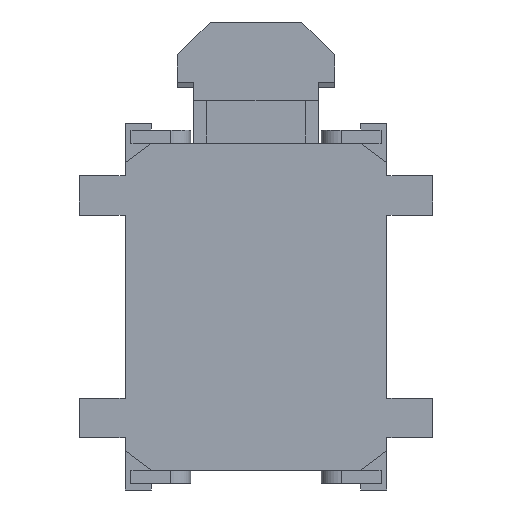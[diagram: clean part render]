
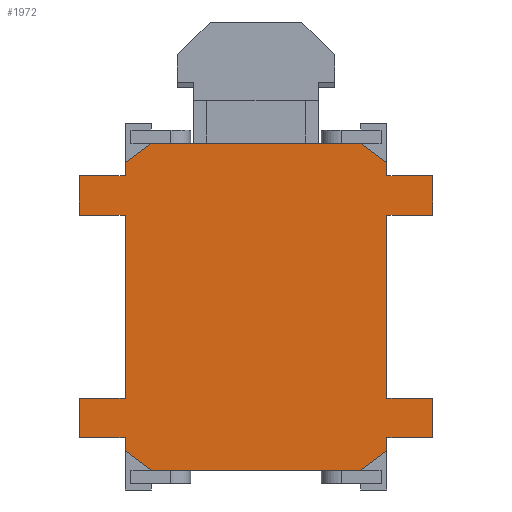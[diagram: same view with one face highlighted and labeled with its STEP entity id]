
A CAD part, front view. The second image highlights one B-rep face of the part: STEP entity #1972.
In plain terms, the highlighted planar face has unit normal (0, -1, 0).
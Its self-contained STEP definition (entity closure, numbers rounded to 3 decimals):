
#21=DIRECTION('',(0.,0.,-1.));
#22=VECTOR('',#21,0.2);
#23=CARTESIAN_POINT('',(-2.,-0.85,-4.8));
#24=LINE('',#23,#22);
#53=DIRECTION('',(0.,0.,-1.));
#54=VECTOR('',#53,0.2);
#55=CARTESIAN_POINT('',(-2.,-0.85,-0.6));
#56=LINE('',#55,#54);
#69=DIRECTION('',(0.,0.,-1.));
#70=VECTOR('',#69,2.8);
#71=CARTESIAN_POINT('',(-2.,-0.85,-1.4));
#72=LINE('',#71,#70);
#125=DIRECTION('',(-1.,0.,0.));
#126=VECTOR('',#125,0.7);
#127=CARTESIAN_POINT('',(2.7,-0.85,-0.8));
#128=LINE('',#127,#126);
#129=DIRECTION('',(0.,0.,1.));
#130=VECTOR('',#129,0.6);
#131=CARTESIAN_POINT('',(2.7,-0.85,-1.4));
#132=LINE('',#131,#130);
#133=DIRECTION('',(1.,0.,0.));
#134=VECTOR('',#133,0.7);
#135=CARTESIAN_POINT('',(2.,-0.85,-1.4));
#136=LINE('',#135,#134);
#137=DIRECTION('',(-1.,0.,0.));
#138=VECTOR('',#137,0.7);
#139=CARTESIAN_POINT('',(2.7,-0.85,-4.2));
#140=LINE('',#139,#138);
#141=DIRECTION('',(0.,0.,1.));
#142=VECTOR('',#141,0.6);
#143=CARTESIAN_POINT('',(2.7,-0.85,-4.8));
#144=LINE('',#143,#142);
#145=DIRECTION('',(1.,0.,0.));
#146=VECTOR('',#145,0.7);
#147=CARTESIAN_POINT('',(2.,-0.85,-4.8));
#148=LINE('',#147,#146);
#149=DIRECTION('',(-0.8,0.,-0.6));
#150=VECTOR('',#149,0.5);
#151=CARTESIAN_POINT('',(2.,-0.85,-5.));
#152=LINE('',#151,#150);
#153=DIRECTION('',(-0.8,0.,0.6));
#154=VECTOR('',#153,0.5);
#155=CARTESIAN_POINT('',(-1.6,-0.85,-5.3));
#156=LINE('',#155,#154);
#157=DIRECTION('',(1.,0.,0.));
#158=VECTOR('',#157,0.7);
#159=CARTESIAN_POINT('',(-2.7,-0.85,-4.8));
#160=LINE('',#159,#158);
#161=DIRECTION('',(0.,0.,-1.));
#162=VECTOR('',#161,0.6);
#163=CARTESIAN_POINT('',(-2.7,-0.85,-4.2));
#164=LINE('',#163,#162);
#165=DIRECTION('',(-1.,0.,0.));
#166=VECTOR('',#165,0.7);
#167=CARTESIAN_POINT('',(-2.,-0.85,-4.2));
#168=LINE('',#167,#166);
#169=DIRECTION('',(1.,0.,0.));
#170=VECTOR('',#169,0.7);
#171=CARTESIAN_POINT('',(-2.7,-0.85,-1.4));
#172=LINE('',#171,#170);
#173=DIRECTION('',(0.,0.,-1.));
#174=VECTOR('',#173,0.6);
#175=CARTESIAN_POINT('',(-2.7,-0.85,-0.8));
#176=LINE('',#175,#174);
#177=DIRECTION('',(-1.,0.,0.));
#178=VECTOR('',#177,0.7);
#179=CARTESIAN_POINT('',(-2.,-0.85,-0.8));
#180=LINE('',#179,#178);
#181=DIRECTION('',(0.8,0.,0.6));
#182=VECTOR('',#181,0.5);
#183=CARTESIAN_POINT('',(-2.,-0.85,-0.6));
#184=LINE('',#183,#182);
#185=DIRECTION('',(1.,0.,0.));
#186=VECTOR('',#185,3.2);
#187=CARTESIAN_POINT('',(-1.6,-0.85,-0.3));
#188=LINE('',#187,#186);
#189=DIRECTION('',(0.8,0.,-0.6));
#190=VECTOR('',#189,0.5);
#191=CARTESIAN_POINT('',(1.6,-0.85,-0.3));
#192=LINE('',#191,#190);
#201=DIRECTION('',(0.,0.,-1.));
#202=VECTOR('',#201,2.8);
#203=CARTESIAN_POINT('',(2.,-0.85,-1.4));
#204=LINE('',#203,#202);
#217=DIRECTION('',(0.,0.,-1.));
#218=VECTOR('',#217,0.2);
#219=CARTESIAN_POINT('',(2.,-0.85,-0.6));
#220=LINE('',#219,#218);
#249=DIRECTION('',(0.,0.,-1.));
#250=VECTOR('',#249,0.2);
#251=CARTESIAN_POINT('',(2.,-0.85,-4.8));
#252=LINE('',#251,#250);
#442=DIRECTION('',(1.,0.,0.));
#443=VECTOR('',#442,3.2);
#444=CARTESIAN_POINT('',(-1.6,-0.85,-5.3));
#445=LINE('',#444,#443);
#1673=CARTESIAN_POINT('',(-2.,-0.85,-0.6));
#1675=VERTEX_POINT('',#1673);
#1677=CARTESIAN_POINT('',(-2.,-0.85,-5.));
#1679=VERTEX_POINT('',#1677);
#1681=CARTESIAN_POINT('',(2.,-0.85,-0.6));
#1683=VERTEX_POINT('',#1681);
#1685=CARTESIAN_POINT('',(2.,-0.85,-5.));
#1687=VERTEX_POINT('',#1685);
#1689=CARTESIAN_POINT('',(1.6,-0.85,-0.3));
#1691=VERTEX_POINT('',#1689);
#1693=CARTESIAN_POINT('',(-1.6,-0.85,-0.3));
#1695=VERTEX_POINT('',#1693);
#1697=CARTESIAN_POINT('',(-1.6,-0.85,-5.3));
#1698=VERTEX_POINT('',#1697);
#1699=CARTESIAN_POINT('',(1.6,-0.85,-5.3));
#1700=VERTEX_POINT('',#1699);
#1729=CARTESIAN_POINT('',(2.7,-0.85,-1.4));
#1730=CARTESIAN_POINT('',(2.7,-0.85,-0.8));
#1731=VERTEX_POINT('',#1729);
#1732=VERTEX_POINT('',#1730);
#1733=CARTESIAN_POINT('',(2.7,-0.85,-4.8));
#1734=CARTESIAN_POINT('',(2.7,-0.85,-4.2));
#1735=VERTEX_POINT('',#1733);
#1736=VERTEX_POINT('',#1734);
#1737=CARTESIAN_POINT('',(-2.7,-0.85,-4.2));
#1738=CARTESIAN_POINT('',(-2.7,-0.85,-4.8));
#1739=VERTEX_POINT('',#1737);
#1740=VERTEX_POINT('',#1738);
#1741=CARTESIAN_POINT('',(-2.7,-0.85,-0.8));
#1742=CARTESIAN_POINT('',(-2.7,-0.85,-1.4));
#1743=VERTEX_POINT('',#1741);
#1744=VERTEX_POINT('',#1742);
#1769=CARTESIAN_POINT('',(-2.,-0.85,-4.2));
#1770=VERTEX_POINT('',#1769);
#1771=CARTESIAN_POINT('',(-2.,-0.85,-4.8));
#1772=VERTEX_POINT('',#1771);
#1773=CARTESIAN_POINT('',(-2.,-0.85,-0.8));
#1774=VERTEX_POINT('',#1773);
#1775=CARTESIAN_POINT('',(-2.,-0.85,-1.4));
#1776=VERTEX_POINT('',#1775);
#1785=CARTESIAN_POINT('',(2.,-0.85,-1.4));
#1786=VERTEX_POINT('',#1785);
#1787=CARTESIAN_POINT('',(2.,-0.85,-0.8));
#1788=VERTEX_POINT('',#1787);
#1789=CARTESIAN_POINT('',(2.,-0.85,-4.8));
#1790=VERTEX_POINT('',#1789);
#1791=CARTESIAN_POINT('',(2.,-0.85,-4.2));
#1792=VERTEX_POINT('',#1791);
#1921=CARTESIAN_POINT('',(-2.,-0.85,-0.3));
#1922=DIRECTION('',(0.,-1.,0.));
#1923=DIRECTION('',(0.,0.,-1.));
#1924=AXIS2_PLACEMENT_3D('',#1921,#1922,#1923);
#1925=PLANE('',#1924);
#1927=ORIENTED_EDGE('',*,*,#1926,.T.);
#1929=ORIENTED_EDGE('',*,*,#1928,.F.);
#1931=ORIENTED_EDGE('',*,*,#1930,.F.);
#1933=ORIENTED_EDGE('',*,*,#1932,.F.);
#1935=ORIENTED_EDGE('',*,*,#1934,.T.);
#1937=ORIENTED_EDGE('',*,*,#1936,.F.);
#1939=ORIENTED_EDGE('',*,*,#1938,.F.);
#1941=ORIENTED_EDGE('',*,*,#1940,.F.);
#1943=ORIENTED_EDGE('',*,*,#1942,.T.);
#1945=ORIENTED_EDGE('',*,*,#1944,.T.);
#1947=ORIENTED_EDGE('',*,*,#1946,.F.);
#1949=ORIENTED_EDGE('',*,*,#1948,.T.);
#1950=ORIENTED_EDGE('',*,*,#1802,.F.);
#1952=ORIENTED_EDGE('',*,*,#1951,.F.);
#1954=ORIENTED_EDGE('',*,*,#1953,.F.);
#1955=ORIENTED_EDGE('',*,*,#1913,.F.);
#1956=ORIENTED_EDGE('',*,*,#1838,.F.);
#1958=ORIENTED_EDGE('',*,*,#1957,.F.);
#1960=ORIENTED_EDGE('',*,*,#1959,.F.);
#1962=ORIENTED_EDGE('',*,*,#1961,.F.);
#1963=ORIENTED_EDGE('',*,*,#1830,.F.);
#1965=ORIENTED_EDGE('',*,*,#1964,.T.);
#1967=ORIENTED_EDGE('',*,*,#1966,.T.);
#1969=ORIENTED_EDGE('',*,*,#1968,.T.);
#1970=EDGE_LOOP('',(#1927,#1929,#1931,#1933,#1935,#1937,#1939,#1941,#1943,#1945,
#1947,#1949,#1950,#1952,#1954,#1955,#1956,#1958,#1960,#1962,#1963,#1965,#1967,
#1969));
#1971=FACE_OUTER_BOUND('',#1970,.F.);
#1802=EDGE_CURVE('',#1772,#1679,#24,.T.);
#1830=EDGE_CURVE('',#1675,#1774,#56,.T.);
#1838=EDGE_CURVE('',#1776,#1770,#72,.T.);
#1913=EDGE_CURVE('',#1770,#1739,#168,.T.);
#1926=EDGE_CURVE('',#1683,#1788,#220,.T.);
#1928=EDGE_CURVE('',#1732,#1788,#128,.T.);
#1930=EDGE_CURVE('',#1731,#1732,#132,.T.);
#1932=EDGE_CURVE('',#1786,#1731,#136,.T.);
#1934=EDGE_CURVE('',#1786,#1792,#204,.T.);
#1936=EDGE_CURVE('',#1736,#1792,#140,.T.);
#1938=EDGE_CURVE('',#1735,#1736,#144,.T.);
#1940=EDGE_CURVE('',#1790,#1735,#148,.T.);
#1942=EDGE_CURVE('',#1790,#1687,#252,.T.);
#1944=EDGE_CURVE('',#1687,#1700,#152,.T.);
#1946=EDGE_CURVE('',#1698,#1700,#445,.T.);
#1948=EDGE_CURVE('',#1698,#1679,#156,.T.);
#1951=EDGE_CURVE('',#1740,#1772,#160,.T.);
#1953=EDGE_CURVE('',#1739,#1740,#164,.T.);
#1957=EDGE_CURVE('',#1744,#1776,#172,.T.);
#1959=EDGE_CURVE('',#1743,#1744,#176,.T.);
#1961=EDGE_CURVE('',#1774,#1743,#180,.T.);
#1964=EDGE_CURVE('',#1675,#1695,#184,.T.);
#1966=EDGE_CURVE('',#1695,#1691,#188,.T.);
#1968=EDGE_CURVE('',#1691,#1683,#192,.T.);
#1972=ADVANCED_FACE('',(#1971),#1925,.T.);
